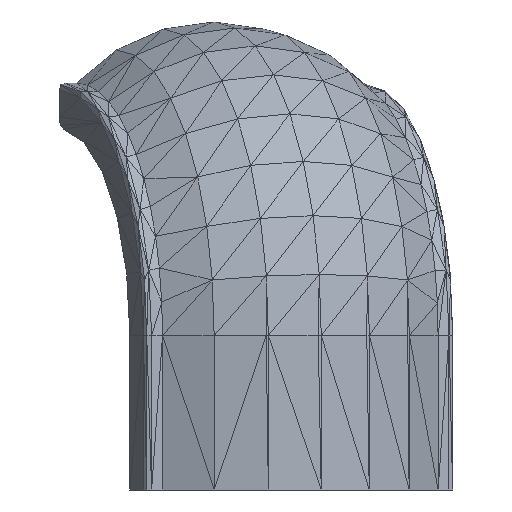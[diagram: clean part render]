
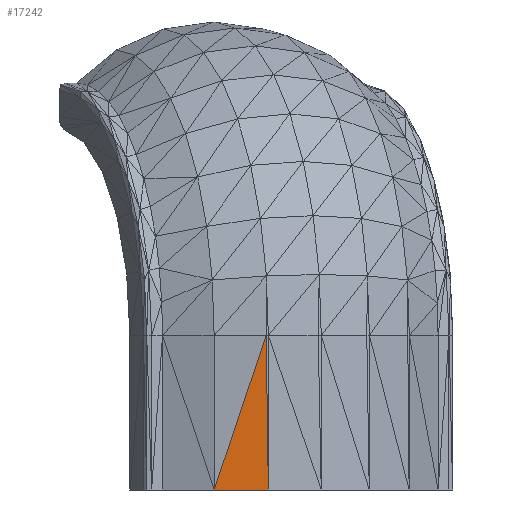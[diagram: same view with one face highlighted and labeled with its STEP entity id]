
A CAD part, front view. The second image highlights one B-rep face of the part: STEP entity #17242.
In plain terms, the highlighted planar face has unit normal (-0.045, -0.999, -0.002).
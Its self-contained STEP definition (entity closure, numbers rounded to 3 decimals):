
#2362 = VERTEX_POINT('',#2363);
#2363 = CARTESIAN_POINT('',(-960.968,-5189.027,
    -44.082));
#2377 = PLANE('',#2378);
#2378 = AXIS2_PLACEMENT_3D('',#2379,#2380,#2381);
#2379 = CARTESIAN_POINT('',(-952.672,-5188.826,
    -44.082));
#2380 = DIRECTION('',(0.,0.,-1.));
#2381 = DIRECTION('',(0.,-1.,0.));
#16602 = VERTEX_POINT('',#16603);
#16603 = CARTESIAN_POINT('',(-943.25,-5189.833,
    -44.082));
#16650 = EDGE_CURVE('',#16602,#2362,#16651,.T.);
#16651 = SURFACE_CURVE('',#16652,(#16656,#16663),.PCURVE_S1.);
#16652 = LINE('',#16653,#16654);
#16653 = CARTESIAN_POINT('',(-943.25,-5189.833,
    -44.082));
#16654 = VECTOR('',#16655,1.);
#16655 = DIRECTION('',(-0.999,0.045,0.));
#16656 = PCURVE('',#2377,#16657);
#16657 = DEFINITIONAL_REPRESENTATION('',(#16658),#16662);
#16658 = LINE('',#16659,#16660);
#16659 = CARTESIAN_POINT('',(1.006,-9.421));
#16660 = VECTOR('',#16661,1.);
#16661 = DIRECTION('',(-0.045,0.999));
#16662 = ( GEOMETRIC_REPRESENTATION_CONTEXT(2) 
PARAMETRIC_REPRESENTATION_CONTEXT() REPRESENTATION_CONTEXT('2D SPACE',''
  ) );
#16663 = PCURVE('',#16664,#16669);
#16664 = PLANE('',#16665);
#16665 = AXIS2_PLACEMENT_3D('',#16666,#16667,#16668);
#16666 = CARTESIAN_POINT('',(-948.725,-5189.621,
    -22.517));
#16667 = DIRECTION('',(-0.045,-0.999,
    -0.002));
#16668 = DIRECTION('',(-0.999,0.045,
    0.));
#16669 = DEFINITIONAL_REPRESENTATION('',(#16670),#16674);
#16670 = LINE('',#16671,#16672);
#16671 = CARTESIAN_POINT('',(-5.479,21.565));
#16672 = VECTOR('',#16673,1.);
#16673 = DIRECTION('',(1.,0.));
#16674 = ( GEOMETRIC_REPRESENTATION_CONTEXT(2) 
PARAMETRIC_REPRESENTATION_CONTEXT() REPRESENTATION_CONTEXT('2D SPACE',''
  ) );
#17242 = ADVANCED_FACE('',(#17243),#16664,.T.);
#17243 = FACE_BOUND('',#17244,.T.);
#17244 = EDGE_LOOP('',(#17245,#17273,#17299));
#17245 = ORIENTED_EDGE('',*,*,#17246,.T.);
#17246 = EDGE_CURVE('',#16602,#17247,#17249,.T.);
#17247 = VERTEX_POINT('',#17248);
#17248 = CARTESIAN_POINT('',(-943.946,-5189.89,
    6.418));
#17249 = SURFACE_CURVE('',#17250,(#17254,#17261),.PCURVE_S1.);
#17250 = LINE('',#17251,#17252);
#17251 = CARTESIAN_POINT('',(-943.25,-5189.833,
    -44.082));
#17252 = VECTOR('',#17253,1.);
#17253 = DIRECTION('',(-0.014,-0.001,
    1.));
#17254 = PCURVE('',#16664,#17255);
#17255 = DEFINITIONAL_REPRESENTATION('',(#17256),#17260);
#17256 = LINE('',#17257,#17258);
#17257 = CARTESIAN_POINT('',(-5.479,21.565));
#17258 = VECTOR('',#17259,1.);
#17259 = DIRECTION('',(0.014,-1.));
#17260 = ( GEOMETRIC_REPRESENTATION_CONTEXT(2) 
PARAMETRIC_REPRESENTATION_CONTEXT() REPRESENTATION_CONTEXT('2D SPACE',''
  ) );
#17261 = PCURVE('',#17262,#17267);
#17262 = PLANE('',#17263);
#17263 = AXIS2_PLACEMENT_3D('',#17264,#17265,#17266);
#17264 = CARTESIAN_POINT('',(-943.426,-5189.847,
    -18.659));
#17265 = DIRECTION('',(0.081,-0.997,
    0.));
#17266 = DIRECTION('',(-0.997,-0.081,0.));
#17267 = DEFINITIONAL_REPRESENTATION('',(#17268),#17272);
#17268 = LINE('',#17269,#17270);
#17269 = CARTESIAN_POINT('',(-0.177,25.423));
#17270 = VECTOR('',#17271,1.);
#17271 = DIRECTION('',(0.014,-1.));
#17272 = ( GEOMETRIC_REPRESENTATION_CONTEXT(2) 
PARAMETRIC_REPRESENTATION_CONTEXT() REPRESENTATION_CONTEXT('2D SPACE',''
  ) );
#17273 = ORIENTED_EDGE('',*,*,#17274,.T.);
#17274 = EDGE_CURVE('',#17247,#2362,#17275,.T.);
#17275 = SURFACE_CURVE('',#17276,(#17280,#17287),.PCURVE_S1.);
#17276 = LINE('',#17277,#17278);
#17277 = CARTESIAN_POINT('',(-943.946,-5189.89,
    6.418));
#17278 = VECTOR('',#17279,1.);
#17279 = DIRECTION('',(-0.319,0.016,
    -0.947));
#17280 = PCURVE('',#16664,#17281);
#17281 = DEFINITIONAL_REPRESENTATION('',(#17282),#17286);
#17282 = LINE('',#17283,#17284);
#17283 = CARTESIAN_POINT('',(-4.786,-28.935));
#17284 = VECTOR('',#17285,1.);
#17285 = DIRECTION('',(0.32,0.947));
#17286 = ( GEOMETRIC_REPRESENTATION_CONTEXT(2) 
PARAMETRIC_REPRESENTATION_CONTEXT() REPRESENTATION_CONTEXT('2D SPACE',''
  ) );
#17287 = PCURVE('',#17288,#17293);
#17288 = PLANE('',#17289);
#17289 = AXIS2_PLACEMENT_3D('',#17290,#17291,#17292);
#17290 = CARTESIAN_POINT('',(-956.019,-5189.277,
    -15.267));
#17291 = DIRECTION('',(-0.051,-0.999,
    0.));
#17292 = DIRECTION('',(-0.999,0.051,0.));
#17293 = DEFINITIONAL_REPRESENTATION('',(#17294),#17298);
#17294 = LINE('',#17295,#17296);
#17295 = CARTESIAN_POINT('',(-12.088,-21.685));
#17296 = VECTOR('',#17297,1.);
#17297 = DIRECTION('',(0.32,0.947));
#17298 = ( GEOMETRIC_REPRESENTATION_CONTEXT(2) 
PARAMETRIC_REPRESENTATION_CONTEXT() REPRESENTATION_CONTEXT('2D SPACE',''
  ) );
#17299 = ORIENTED_EDGE('',*,*,#16650,.F.);
